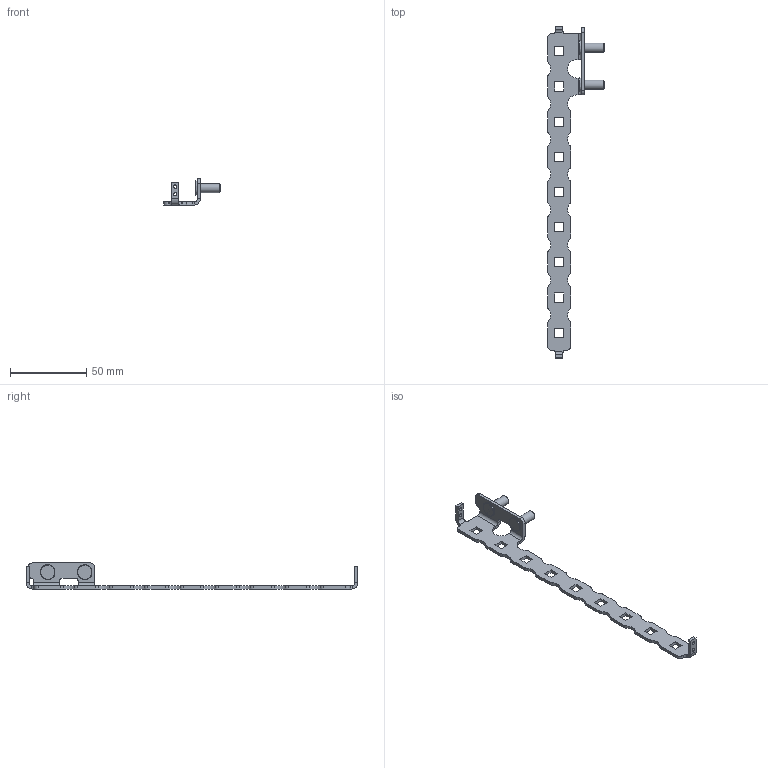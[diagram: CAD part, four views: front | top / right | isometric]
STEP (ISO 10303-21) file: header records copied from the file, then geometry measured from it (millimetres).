
FILE_DESCRIPTION(/* description */ (''),/* implementation_level */ '2;1');
FILE_NAME(/* name */ 'upper end collector(Mirror).step',/* time_stamp */ '2025-08-15T07:07:26-07:00',/* author */ (''),/* organization */ (''),/* preprocessor_version */ 'ST-DEVELOPER v20.1',/* originating_system */ 'Autodesk Translation Framework v14.10.0.0',/* authorisation */ '');
FILE_SCHEMA (('AUTOMOTIVE_DESIGN { 1 0 10303 214 3 1 1 }'));
Length unit declared in the file: millimetre
Products named in the file (2): upper end collector(Mirror); 1
Assembly tree (2 placements, depth 2):
  upper end collector(Mirror)
    1  x2
Bounding box: 37 x 217 x 17 mm (x, y, z)
Volume: 7982 mm3; surface area: 9691.5 mm2
Topology: 3 solids, 15 shells, 542 faces, 1494 edges, 982 vertices
Faces by surface type: plane 402, cylinder 112, cone 24, torus 4
Full cylindrical faces by diameter (mm): 0.226 x2, 0.293 x2, 2.2 x4, 6 x6
Entity records: 11485 total; most frequent: CARTESIAN_POINT 2232, ORIENTED_EDGE 1948, DIRECTION 1870, EDGE_CURVE 974, LINE 722, VECTOR 722, VERTEX_POINT 639, AXIS2_PLACEMENT_3D 574
